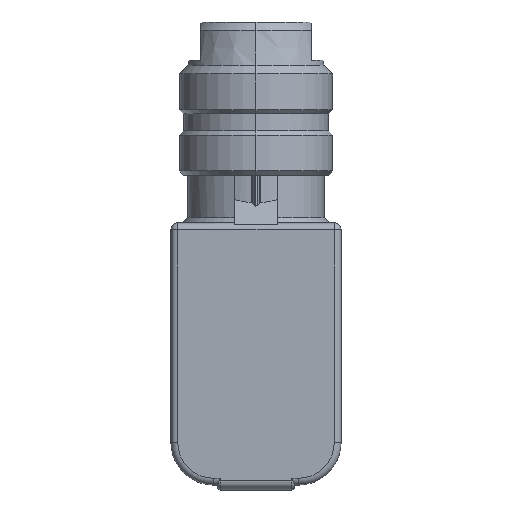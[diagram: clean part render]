
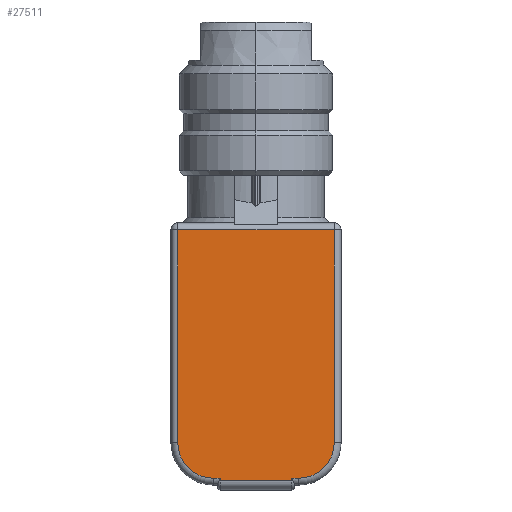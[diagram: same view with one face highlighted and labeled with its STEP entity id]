
A CAD part, top view. The second image highlights one B-rep face of the part: STEP entity #27511.
In plain terms, the highlighted planar face has unit normal (0, 0, 1).
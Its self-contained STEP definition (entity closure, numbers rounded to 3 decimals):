
#27464=AXIS2_PLACEMENT_3D('Circle Axis2P3D',#27462,#27463,$) ;
#27477=AXIS2_PLACEMENT_3D('Plane Axis2P3D',#27474,#27475,#27476) ;
#27491=AXIS2_PLACEMENT_3D('Circle Axis2P3D',#27489,#27490,$) ;
#25425=CARTESIAN_POINT('Vertex',(19.29,5.55,36.75)) ;
#25432=CARTESIAN_POINT('Vertex',(19.29,30.55,36.75)) ;
#25435=CARTESIAN_POINT('Line Origine',(19.29,20.95,36.75)) ;
#26070=CARTESIAN_POINT('Vertex',(14.29,1.35,36.75)) ;
#26089=CARTESIAN_POINT('Vertex',(15.09,1.35,36.75)) ;
#26092=CARTESIAN_POINT('Line Origine',(20.09,1.35,36.75)) ;
#26115=CARTESIAN_POINT('Vertex',(14.29,1.1,36.75)) ;
#26165=CARTESIAN_POINT('Line Origine',(5.59,1.1,36.75)) ;
#26169=CARTESIAN_POINT('Vertex',(5.89,1.1,36.75)) ;
#26307=CARTESIAN_POINT('Vertex',(5.89,1.35,36.75)) ;
#26312=CARTESIAN_POINT('Line Origine',(20.09,1.35,36.75)) ;
#26316=CARTESIAN_POINT('Vertex',(5.09,1.35,36.75)) ;
#26861=CARTESIAN_POINT('Vertex',(0.89,30.55,36.75)) ;
#26868=CARTESIAN_POINT('Vertex',(0.89,5.55,36.75)) ;
#26871=CARTESIAN_POINT('Line Origine',(0.89,20.95,36.75)) ;
#27462=CARTESIAN_POINT('Axis2P3D Location',(15.09,5.55,36.75)) ;
#27474=CARTESIAN_POINT('Axis2P3D Location',(14.59,1.7,36.75)) ;
#27479=CARTESIAN_POINT('Line Origine',(14.29,1.225,36.75)) ;
#27484=CARTESIAN_POINT('Line Origine',(10.09,30.55,36.75)) ;
#27489=CARTESIAN_POINT('Axis2P3D Location',(5.09,5.55,36.75)) ;
#27494=CARTESIAN_POINT('Line Origine',(5.89,1.225,36.75)) ;
#25436=DIRECTION('Vector Direction',(0.,-1.,0.)) ;
#26093=DIRECTION('Vector Direction',(-1.,0.,0.)) ;
#26166=DIRECTION('Vector Direction',(-1.,0.,0.)) ;
#26313=DIRECTION('Vector Direction',(-1.,0.,0.)) ;
#26872=DIRECTION('Vector Direction',(0.,-1.,0.)) ;
#27463=DIRECTION('Axis2P3D Direction',(0.,0.,1.)) ;
#27475=DIRECTION('Axis2P3D Direction',(0.,0.,1.)) ;
#27476=DIRECTION('Axis2P3D XDirection',(0.,-1.,0.)) ;
#27480=DIRECTION('Vector Direction',(0.,1.,0.)) ;
#27485=DIRECTION('Vector Direction',(1.,0.,0.)) ;
#27490=DIRECTION('Axis2P3D Direction',(0.,0.,1.)) ;
#27495=DIRECTION('Vector Direction',(0.,-1.,0.)) ;
#25437=VECTOR('Line Direction',#25436,1.) ;
#26094=VECTOR('Line Direction',#26093,1.) ;
#26167=VECTOR('Line Direction',#26166,1.) ;
#26314=VECTOR('Line Direction',#26313,1.) ;
#26873=VECTOR('Line Direction',#26872,1.) ;
#27481=VECTOR('Line Direction',#27480,1.) ;
#27486=VECTOR('Line Direction',#27485,1.) ;
#27496=VECTOR('Line Direction',#27495,1.) ;
#27500=ORIENTED_EDGE('',*,*,#27483,.T.) ;
#27501=ORIENTED_EDGE('',*,*,#26096,.T.) ;
#27502=ORIENTED_EDGE('',*,*,#27466,.T.) ;
#27503=ORIENTED_EDGE('',*,*,#25439,.T.) ;
#27504=ORIENTED_EDGE('',*,*,#27488,.F.) ;
#27505=ORIENTED_EDGE('',*,*,#26875,.T.) ;
#27506=ORIENTED_EDGE('',*,*,#27493,.T.) ;
#27507=ORIENTED_EDGE('',*,*,#26318,.T.) ;
#27508=ORIENTED_EDGE('',*,*,#27498,.T.) ;
#27509=ORIENTED_EDGE('',*,*,#26171,.T.) ;
#27511=ADVANCED_FACE('Hauptk\X2\00F6\X0\rper',(#27510),#27478,.T.) ;
#27465=CIRCLE('generated circle',#27464,4.2) ;
#27492=CIRCLE('generated circle',#27491,4.2) ;
#25439=EDGE_CURVE('',#25426,#25433,#25438,.F.) ;
#26096=EDGE_CURVE('',#26071,#26090,#26095,.F.) ;
#26171=EDGE_CURVE('',#26170,#26116,#26168,.F.) ;
#26318=EDGE_CURVE('',#26317,#26308,#26315,.F.) ;
#26875=EDGE_CURVE('',#26862,#26869,#26874,.T.) ;
#27466=EDGE_CURVE('',#26090,#25426,#27465,.T.) ;
#27483=EDGE_CURVE('',#26116,#26071,#27482,.T.) ;
#27488=EDGE_CURVE('',#26862,#25433,#27487,.T.) ;
#27493=EDGE_CURVE('',#26869,#26317,#27492,.T.) ;
#27498=EDGE_CURVE('',#26308,#26170,#27497,.T.) ;
#27499=EDGE_LOOP('',(#27500,#27501,#27502,#27503,#27504,#27505,#27506,#27507,#27508,#27509)) ;
#27510=FACE_OUTER_BOUND('',#27499,.T.) ;
#25438=LINE('Line',#25435,#25437) ;
#26095=LINE('Line',#26092,#26094) ;
#26168=LINE('Line',#26165,#26167) ;
#26315=LINE('Line',#26312,#26314) ;
#26874=LINE('Line',#26871,#26873) ;
#27482=LINE('Line',#27479,#27481) ;
#27487=LINE('Line',#27484,#27486) ;
#27497=LINE('Line',#27494,#27496) ;
#27478=PLANE('',#27477) ;
#25426=VERTEX_POINT('',#25425) ;
#25433=VERTEX_POINT('',#25432) ;
#26071=VERTEX_POINT('',#26070) ;
#26090=VERTEX_POINT('',#26089) ;
#26116=VERTEX_POINT('',#26115) ;
#26170=VERTEX_POINT('',#26169) ;
#26308=VERTEX_POINT('',#26307) ;
#26317=VERTEX_POINT('',#26316) ;
#26862=VERTEX_POINT('',#26861) ;
#26869=VERTEX_POINT('',#26868) ;
